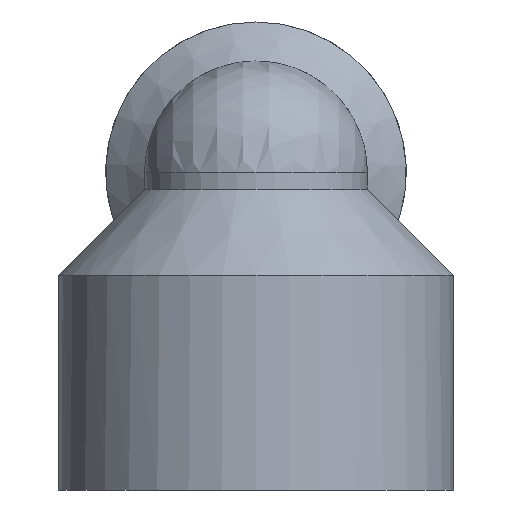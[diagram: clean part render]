
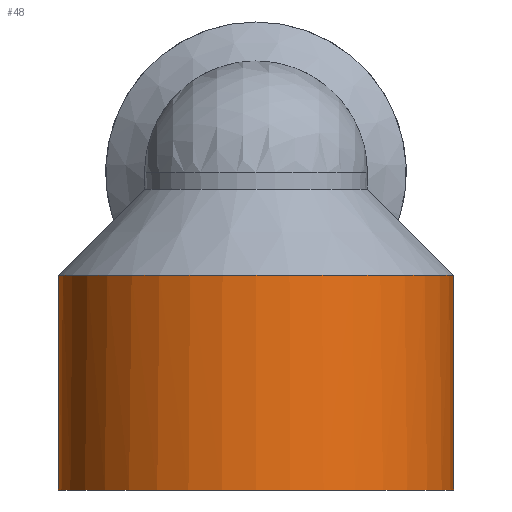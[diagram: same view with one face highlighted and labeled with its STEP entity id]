
A CAD part, left-side view. The second image highlights one B-rep face of the part: STEP entity #48.
In plain terms, the highlighted cylindrical face has radius 23 mm (diameter 46 mm), a full revolution.
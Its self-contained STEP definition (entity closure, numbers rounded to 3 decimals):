
#48 = ADVANCED_FACE( '', ( #106, #107 ), #108, .T. );
#106 = FACE_OUTER_BOUND( '', #179, .T. );
#107 = FACE_OUTER_BOUND( '', #180, .T. );
#108 = CYLINDRICAL_SURFACE( '', #181, 23. );
#179 = EDGE_LOOP( '', ( #255 ) );
#180 = EDGE_LOOP( '', ( #256, #257 ) );
#181 = AXIS2_PLACEMENT_3D( '', #258, #259, #260 );
#255 = ORIENTED_EDGE( '', *, *, #374, .F. );
#256 = ORIENTED_EDGE( '', *, *, #375, .F. );
#257 = ORIENTED_EDGE( '', *, *, #376, .T. );
#258 = CARTESIAN_POINT( '', ( 0., 0., -37. ) );
#259 = DIRECTION( '', ( 0., 0., 1. ) );
#260 = DIRECTION( '', ( -1., 0., 0. ) );
#374 = EDGE_CURVE( '', #428, #428, #429, .T. );
#375 = EDGE_CURVE( '', #430, #431, #432, .T. );
#376 = EDGE_CURVE( '', #430, #431, #433, .T. );
#428 = VERTEX_POINT( '', #496 );
#429 = CIRCLE( '', #497, 23. );
#430 = VERTEX_POINT( '', #498 );
#431 = VERTEX_POINT( '', #499 );
#432 = B_SPLINE_CURVE_WITH_KNOTS( '', 3, ( #500, #501, #502, #503, #504, #505, #506, #507, #508, #509, #510, #511, #512, #513, #514, #515, #516, #517, #518, #519, #520, #521, #522, #523, #524, #525, #526, #527, #528, #529 ), .UNSPECIFIED., .F., .F., ( 4, 2, 2, 2, 2, 2, 2, 2, 2, 2, 2, 2, 2, 2, 4 ), ( 0., 0.004, 0.006, 0.007, 0.011, 0.012, 0.013, 0.015, 0.017, 0.019, 0.02, 0.022, 0.026, 0.028, 0.03 ), .UNSPECIFIED. );
#433 = CIRCLE( '', #530, 23. );
#496 = CARTESIAN_POINT( '', ( -23., 0., -37. ) );
#497 = AXIS2_PLACEMENT_3D( '', #625, #626, #627 );
#498 = CARTESIAN_POINT( '', ( 19.151, -12.738, -12. ) );
#499 = CARTESIAN_POINT( '', ( 19.151, 12.738, -12. ) );
#500 = CARTESIAN_POINT( '', ( 19.151, -12.738, -12. ) );
#501 = CARTESIAN_POINT( '', ( 19.669, -11.958, -12.827 ) );
#502 = CARTESIAN_POINT( '', ( 20.168, -11.106, -13.572 ) );
#503 = CARTESIAN_POINT( '', ( 20.857, -9.708, -14.572 ) );
#504 = CARTESIAN_POINT( '', ( 21.078, -9.221, -14.885 ) );
#505 = CARTESIAN_POINT( '', ( 21.494, -8.204, -15.469 ) );
#506 = CARTESIAN_POINT( '', ( 21.69, -7.673, -15.74 ) );
#507 = CARTESIAN_POINT( '', ( 22.221, -6.045, -16.466 ) );
#508 = CARTESIAN_POINT( '', ( 22.504, -4.904, -16.844 ) );
#509 = CARTESIAN_POINT( '', ( 22.75, -3.396, -17.17 ) );
#510 = CARTESIAN_POINT( '', ( 22.793, -3.091, -17.228 ) );
#511 = CARTESIAN_POINT( '', ( 22.868, -2.481, -17.326 ) );
#512 = CARTESIAN_POINT( '', ( 22.899, -2.176, -17.367 ) );
#513 = CARTESIAN_POINT( '', ( 22.974, -1.258, -17.466 ) );
#514 = CARTESIAN_POINT( '', ( 22.999, -0.643, -17.499 ) );
#515 = CARTESIAN_POINT( '', ( 23.001, 0.591, -17.501 ) );
#516 = CARTESIAN_POINT( '', ( 22.977, 1.211, -17.469 ) );
#517 = CARTESIAN_POINT( '', ( 22.877, 2.453, -17.338 ) );
#518 = CARTESIAN_POINT( '', ( 22.803, 3.062, -17.241 ) );
#519 = CARTESIAN_POINT( '', ( 22.611, 4.257, -16.985 ) );
#520 = CARTESIAN_POINT( '', ( 22.492, 4.844, -16.827 ) );
#521 = CARTESIAN_POINT( '', ( 22.213, 5.996, -16.452 ) );
#522 = CARTESIAN_POINT( '', ( 22.051, 6.563, -16.234 ) );
#523 = CARTESIAN_POINT( '', ( 21.52, 8.197, -15.507 ) );
#524 = CARTESIAN_POINT( '', ( 21.102, 9.209, -14.926 ) );
#525 = CARTESIAN_POINT( '', ( 20.406, 10.625, -13.918 ) );
#526 = CARTESIAN_POINT( '', ( 20.163, 11.077, -13.56 ) );
#527 = CARTESIAN_POINT( '', ( 19.666, 11.938, -12.809 ) );
#528 = CARTESIAN_POINT( '', ( 19.41, 12.348, -12.414 ) );
#529 = CARTESIAN_POINT( '', ( 19.151, 12.738, -12. ) );
#530 = AXIS2_PLACEMENT_3D( '', #628, #629, #630 );
#625 = CARTESIAN_POINT( '', ( 0., 0., -37. ) );
#626 = DIRECTION( '', ( 0., 0., -1. ) );
#627 = DIRECTION( '', ( -1., 0., 0. ) );
#628 = CARTESIAN_POINT( '', ( 0., 0., -12. ) );
#629 = DIRECTION( '', ( 0., 0., -1. ) );
#630 = DIRECTION( '', ( -1., 0., 0. ) );
